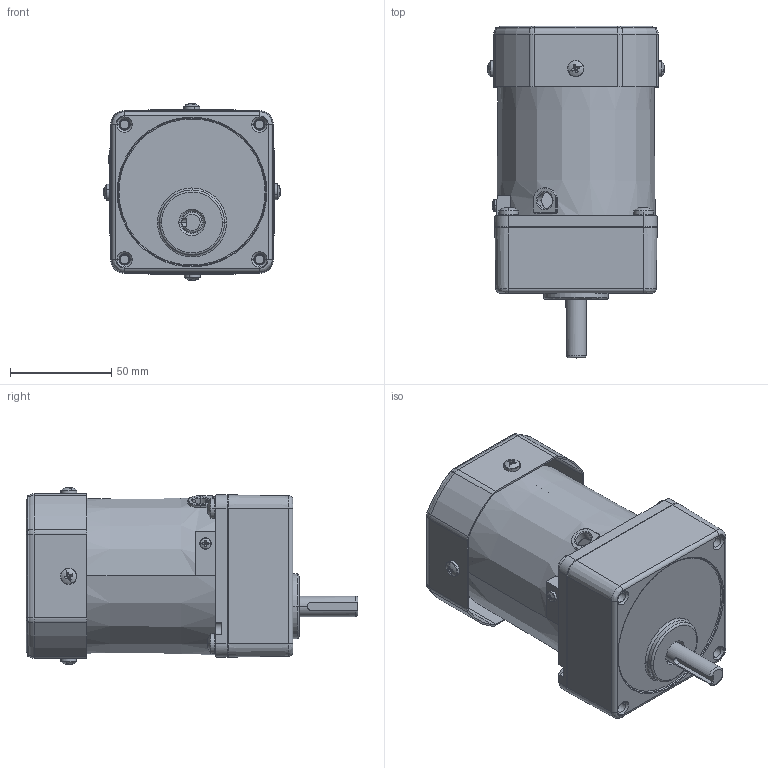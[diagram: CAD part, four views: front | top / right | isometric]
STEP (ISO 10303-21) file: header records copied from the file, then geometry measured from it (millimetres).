
FILE_DESCRIPTION (( 'STEP AP203' ), '1' );
FILE_NAME ('4IK40GN-CF(4GN3K-18K).STEP', '2020-04-08T03:24:30', ( 'Windows 蚚誧' ), ( '' ), 'SwSTEP 2.0', 'SolidWorks 2019', '' );
FILE_SCHEMA (( 'CONFIG_CONTROL_DESIGN' ));
Length unit declared in the file: millimetre
Products named in the file (11): 4GN3K-18K; M5; 4IK40GN-CF(4GN3K-18K); 4IK25A-C_AF0^4IK25A-C_4IK40A-CF.STEP; 80FZ.STEP; PRT0016^4IK25A-C_4IK40A-CF.STEP; M4.STEP; PRT0017^4IK25A-C_4IK40A-CF.STEP; 4IK40GN-CF.STEP; 4IK25A-C^4IK40A-CF.STEP; 4IK40GN-CF
Assembly tree (16 placements, depth 5):
  4IK40GN-CF(4GN3K-18K)
    4IK40GN-CF
      4IK40GN-CF.STEP
        4IK25A-C^4IK40A-CF.STEP
          4IK25A-C_AF0^4IK25A-C_4IK40A-CF.STEP
          PRT0016^4IK25A-C_4IK40A-CF.STEP
          PRT0017^4IK25A-C_4IK40A-CF.STEP
        80FZ.STEP
        M4.STEP  x4
    4GN3K-18K
    M5  x4
Bounding box: 87.04 x 163.5 x 87.04 mm (x, y, z)
Volume: 336144.6 mm3; surface area: 116539.2 mm2
Topology: 13 solids, 13 shells, 2000 faces, 5331 edges, 3354 vertices
Faces by surface type: cone 899, cylinder 515, plane 481, torus 74, sphere 18, bspline 13
Entity records: 34471 total; most frequent: CARTESIAN_POINT 7317, DIRECTION 5659, ORIENTED_EDGE 5300, EDGE_CURVE 2650, AXIS2_PLACEMENT_3D 2104, VERTEX_POINT 1704, VECTOR 1451, LINE 1451
